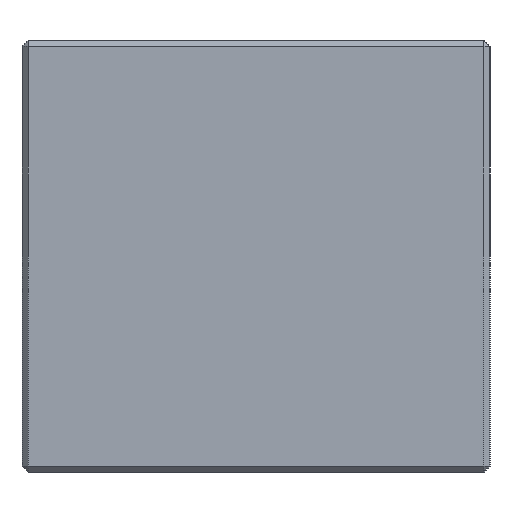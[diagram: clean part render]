
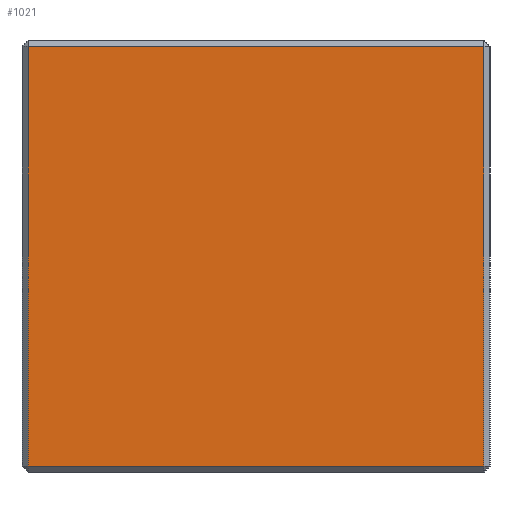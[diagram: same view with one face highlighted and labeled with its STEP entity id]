
A CAD part, left-side view. The second image highlights one B-rep face of the part: STEP entity #1021.
In plain terms, the highlighted planar face has unit normal (-1, 0, 0).
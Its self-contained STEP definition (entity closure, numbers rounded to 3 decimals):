
#38=PLANE('',#1763);
#144=VECTOR('',#1279,1.);
#145=VECTOR('',#1280,1.);
#146=VECTOR('',#1281,1.);
#147=VECTOR('',#1282,1.);
#238=LINE('',#1603,#144);
#239=LINE('',#1606,#145);
#240=LINE('',#1608,#146);
#241=LINE('',#1610,#147);
#344=VERTEX_POINT('',#1604);
#345=VERTEX_POINT('',#1605);
#346=VERTEX_POINT('',#1607);
#347=VERTEX_POINT('',#1609);
#498=EDGE_CURVE('',#344,#345,#238,.T.);
#499=EDGE_CURVE('',#345,#346,#239,.T.);
#500=EDGE_CURVE('',#346,#347,#240,.T.);
#501=EDGE_CURVE('',#347,#344,#241,.T.);
#664=ORIENTED_EDGE('',*,*,#498,.T.);
#665=ORIENTED_EDGE('',*,*,#499,.T.);
#666=ORIENTED_EDGE('',*,*,#500,.T.);
#667=ORIENTED_EDGE('',*,*,#501,.T.);
#865=EDGE_LOOP('',(#664,#665,#666,#667));
#949=FACE_BOUND('',#865,.T.);
#1021=ADVANCED_FACE('',(#949),#38,.F.);
#1278=DIRECTION('',(1.,0.,0.));
#1279=DIRECTION('',(0.,1.,0.));
#1280=DIRECTION('',(0.,0.,-1.));
#1281=DIRECTION('',(0.,-1.,0.));
#1282=DIRECTION('',(0.,0.,1.));
#1602=CARTESIAN_POINT('',(-28.,-19.,18.));
#1603=CARTESIAN_POINT('',(-28.,-19.,17.5));
#1604=CARTESIAN_POINT('',(-28.,-18.5,17.5));
#1605=CARTESIAN_POINT('',(-28.,19.5,17.5));
#1606=CARTESIAN_POINT('',(-28.,19.5,18.));
#1607=CARTESIAN_POINT('',(-28.,19.5,-17.5));
#1608=CARTESIAN_POINT('',(-28.,-19.,-17.5));
#1609=CARTESIAN_POINT('',(-28.,-18.5,-17.5));
#1610=CARTESIAN_POINT('',(-28.,-18.5,18.));
#1763=AXIS2_PLACEMENT_3D('',#1602,#1278,$);
